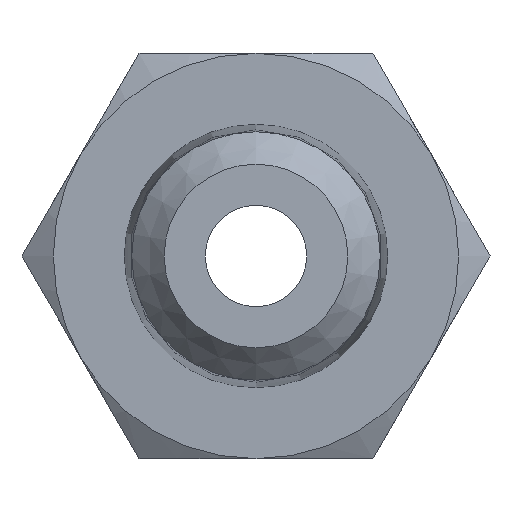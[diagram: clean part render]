
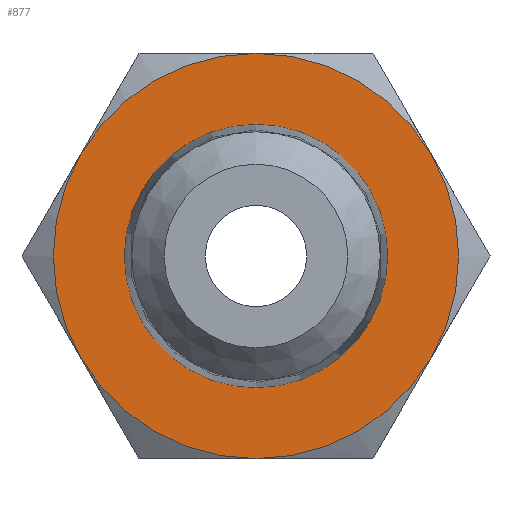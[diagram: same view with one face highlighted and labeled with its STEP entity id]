
A CAD part, front view. The second image highlights one B-rep face of the part: STEP entity #877.
In plain terms, the highlighted planar face has unit normal (0, -1, 0).
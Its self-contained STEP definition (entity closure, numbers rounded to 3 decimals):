
#116=ORIENTED_EDGE('',*,*,#270,.F.);
#117=ORIENTED_EDGE('',*,*,#271,.T.);
#118=ORIENTED_EDGE('',*,*,#272,.T.);
#119=ORIENTED_EDGE('',*,*,#273,.T.);
#120=ORIENTED_EDGE('',*,*,#274,.T.);
#121=ORIENTED_EDGE('',*,*,#275,.T.);
#122=ORIENTED_EDGE('',*,*,#276,.T.);
#270=EDGE_CURVE('',#347,#347,#400,.T.);
#271=EDGE_CURVE('',#348,#349,#401,.T.);
#272=EDGE_CURVE('',#349,#350,#402,.T.);
#273=EDGE_CURVE('',#350,#351,#403,.T.);
#274=EDGE_CURVE('',#351,#352,#404,.T.);
#275=EDGE_CURVE('',#352,#353,#405,.T.);
#276=EDGE_CURVE('',#353,#348,#406,.T.);
#347=VERTEX_POINT('',#1178);
#348=VERTEX_POINT('',#1180);
#349=VERTEX_POINT('',#1181);
#350=VERTEX_POINT('',#1183);
#351=VERTEX_POINT('',#1185);
#352=VERTEX_POINT('',#1187);
#353=VERTEX_POINT('',#1189);
#400=CIRCLE('',#930,3.249);
#401=CIRCLE('',#931,5.);
#402=CIRCLE('',#932,5.);
#403=CIRCLE('',#933,5.);
#404=CIRCLE('',#934,5.);
#405=CIRCLE('',#935,5.);
#406=CIRCLE('',#936,5.);
#429=EDGE_LOOP('',(#116));
#430=EDGE_LOOP('',(#117,#118,#119,#120,#121,#122));
#491=FACE_BOUND('',#429,.T.);
#492=FACE_BOUND('',#430,.T.);
#551=PLANE('',#929);
#877=ADVANCED_FACE('',(#491,#492),#551,.F.);
#929=AXIS2_PLACEMENT_3D('',#1176,#1009,#1010);
#930=AXIS2_PLACEMENT_3D('',#1177,#1011,#1012);
#931=AXIS2_PLACEMENT_3D('',#1179,#1013,#1014);
#932=AXIS2_PLACEMENT_3D('',#1182,#1015,#1016);
#933=AXIS2_PLACEMENT_3D('',#1184,#1017,#1018);
#934=AXIS2_PLACEMENT_3D('',#1186,#1019,#1020);
#935=AXIS2_PLACEMENT_3D('',#1188,#1021,#1022);
#936=AXIS2_PLACEMENT_3D('',#1190,#1023,#1024);
#1009=DIRECTION('',(0.,1.,0.));
#1010=DIRECTION('',(0.,0.,1.));
#1011=DIRECTION('',(0.,-1.,0.));
#1012=DIRECTION('',(0.,0.,-1.));
#1013=DIRECTION('',(0.,-1.,0.));
#1014=DIRECTION('',(0.,0.,-1.));
#1015=DIRECTION('',(0.,-1.,0.));
#1016=DIRECTION('',(0.,0.,-1.));
#1017=DIRECTION('',(0.,-1.,0.));
#1018=DIRECTION('',(0.,0.,-1.));
#1019=DIRECTION('',(0.,-1.,0.));
#1020=DIRECTION('',(0.,0.,-1.));
#1021=DIRECTION('',(0.,-1.,0.));
#1022=DIRECTION('',(0.,0.,-1.));
#1023=DIRECTION('',(0.,-1.,0.));
#1024=DIRECTION('',(0.,0.,-1.));
#1176=CARTESIAN_POINT('',(3.249,8.,0.));
#1177=CARTESIAN_POINT('',(0.,8.,0.));
#1178=CARTESIAN_POINT('',(0.,8.,-3.249));
#1179=CARTESIAN_POINT('',(0.,8.,0.));
#1180=CARTESIAN_POINT('',(4.33,8.,2.5));
#1181=CARTESIAN_POINT('',(0.,8.,5.));
#1182=CARTESIAN_POINT('',(0.,8.,0.));
#1183=CARTESIAN_POINT('',(-4.33,8.,2.5));
#1184=CARTESIAN_POINT('',(0.,8.,0.));
#1185=CARTESIAN_POINT('',(-4.33,8.,-2.5));
#1186=CARTESIAN_POINT('',(0.,8.,0.));
#1187=CARTESIAN_POINT('',(0.,8.,-5.));
#1188=CARTESIAN_POINT('',(0.,8.,0.));
#1189=CARTESIAN_POINT('',(4.33,8.,-2.5));
#1190=CARTESIAN_POINT('',(0.,8.,0.));
